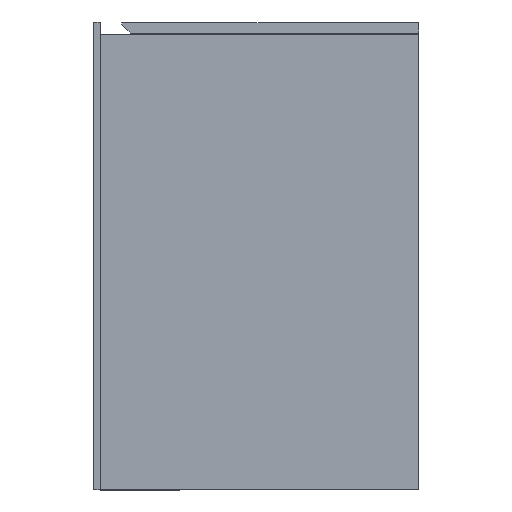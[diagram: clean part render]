
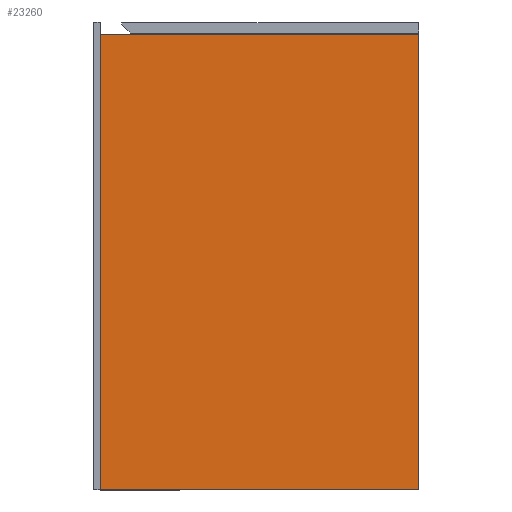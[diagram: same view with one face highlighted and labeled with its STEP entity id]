
A CAD part, left-side view. The second image highlights one B-rep face of the part: STEP entity #23260.
In plain terms, the highlighted planar face has unit normal (-1, 0, 0).
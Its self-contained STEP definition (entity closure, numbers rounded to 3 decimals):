
#209 = VECTOR ( 'NONE', #11225, 1000. ) ;
#298 = FACE_OUTER_BOUND ( 'NONE', #50867, .T. ) ;
#2682 = VERTEX_POINT ( 'NONE', #29899 ) ;
#4243 = ORIENTED_EDGE ( 'NONE', *, *, #28878, .F. ) ;
#5908 = ORIENTED_EDGE ( 'NONE', *, *, #39309, .T. ) ;
#6435 = CARTESIAN_POINT ( 'NONE',  ( 2., 909.337, -15. ) ) ;
#10581 = ORIENTED_EDGE ( 'NONE', *, *, #20654, .T. ) ;
#11056 = CARTESIAN_POINT ( 'NONE',  ( 2., 909.337, -550. ) ) ;
#11225 = DIRECTION ( 'NONE',  ( 0., 0., 1. ) ) ;
#12938 = CARTESIAN_POINT ( 'NONE',  ( 2., 374., -15. ) ) ;
#13118 = CARTESIAN_POINT ( 'NONE',  ( 2., 0., -15. ) ) ;
#14002 = DIRECTION ( 'NONE',  ( 0., 0., -1. ) ) ;
#18147 = VECTOR ( 'NONE', #24615, 1000. ) ;
#18458 = PLANE ( 'NONE',  #23075 ) ;
#19962 = LINE ( 'NONE', #38163, #24747 ) ;
#20654 = EDGE_CURVE ( 'NONE', #2682, #23860, #51913, .T. ) ;
#22617 = VERTEX_POINT ( 'NONE', #13118 ) ;
#23075 = AXIS2_PLACEMENT_3D ( 'NONE', #36658, #54867, #14002 ) ;
#23260 = ADVANCED_FACE ( 'NONE', ( #298 ), #18458, .F. ) ;
#23860 = VERTEX_POINT ( 'NONE', #32761 ) ;
#24615 = DIRECTION ( 'NONE',  ( 0., -1., 0. ) ) ;
#24747 = VECTOR ( 'NONE', #56362, 1000. ) ;
#25589 = EDGE_CURVE ( 'NONE', #37730, #22617, #47279, .T. ) ;
#28878 = EDGE_CURVE ( 'NONE', #2682, #37730, #33901, .T. ) ;
#29243 = DIRECTION ( 'NONE',  ( 0., -1., 0. ) ) ;
#29899 = CARTESIAN_POINT ( 'NONE',  ( 2., 374., -550. ) ) ;
#31270 = ORIENTED_EDGE ( 'NONE', *, *, #25589, .F. ) ;
#32761 = CARTESIAN_POINT ( 'NONE',  ( 2., 0., -550. ) ) ;
#33901 = LINE ( 'NONE', #52085, #209 ) ;
#36658 = CARTESIAN_POINT ( 'NONE',  ( 2., 909.337, -550. ) ) ;
#37730 = VERTEX_POINT ( 'NONE', #12938 ) ;
#38163 = CARTESIAN_POINT ( 'NONE',  ( 2., 0., -550. ) ) ;
#39309 = EDGE_CURVE ( 'NONE', #23860, #22617, #19962, .T. ) ;
#47279 = LINE ( 'NONE', #6435, #18147 ) ;
#50867 = EDGE_LOOP ( 'NONE', ( #4243, #10581, #5908, #31270 ) ) ;
#51913 = LINE ( 'NONE', #11056, #58139 ) ;
#52085 = CARTESIAN_POINT ( 'NONE',  ( 2., 374., -550. ) ) ;
#54867 = DIRECTION ( 'NONE',  ( 1., 0., 0. ) ) ;
#56362 = DIRECTION ( 'NONE',  ( 0., 0., 1. ) ) ;
#58139 = VECTOR ( 'NONE', #29243, 1000. ) ;
